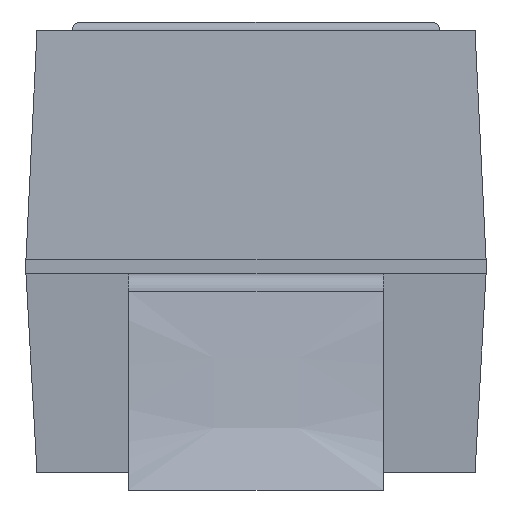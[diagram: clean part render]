
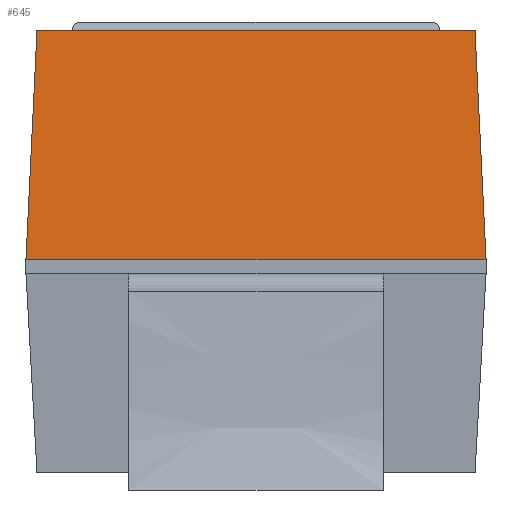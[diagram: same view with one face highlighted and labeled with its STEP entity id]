
A CAD part, left-side view. The second image highlights one B-rep face of the part: STEP entity #645.
In plain terms, the highlighted planar face has unit normal (-0.999, 0, 0.048).
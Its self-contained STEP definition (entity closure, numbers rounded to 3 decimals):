
#645=ADVANCED_FACE('',(#1054),#1056,.T.);
#1054=FACE_BOUND('',#1055,.T.);
#1055=EDGE_LOOP('',(#1413,#1414,#1415,#1416));
#1056=PLANE('',#1057);
#1057=AXIS2_PLACEMENT_3D('',#1058,#1059,#1060);
#1058=CARTESIAN_POINT('',(-2.42,4.051,1.314));
#1059=DIRECTION('',(-0.999,0.,0.048));
#1060=DIRECTION('',(0.,-1.,0.));
#1413=ORIENTED_EDGE('',*,*,#1604,.T.);
#1414=ORIENTED_EDGE('',*,*,#1599,.T.);
#1415=ORIENTED_EDGE('',*,*,#1584,.F.);
#1416=ORIENTED_EDGE('',*,*,#1603,.F.);
#1584=EDGE_CURVE('',#1786,#1781,#1788,.T.);
#1599=EDGE_CURVE('',#1809,#1781,#1813,.T.);
#1603=EDGE_CURVE('',#1817,#1786,#1819,.T.);
#1604=EDGE_CURVE('',#1817,#1809,#1820,.T.);
#1781=VERTEX_POINT('',#2268);
#1786=VERTEX_POINT('',#2277);
#1788=LINE('',#2281,#2282);
#1809=VERTEX_POINT('',#2328);
#1813=LINE('',#2336,#2337);
#1817=VERTEX_POINT('',#2346);
#1819=LINE('',#2350,#2351);
#1820=LINE('',#2353,#2354);
#2268=CARTESIAN_POINT('',(-2.357,-1.25,2.62));
#2277=CARTESIAN_POINT('',(-2.357,1.25,2.62));
#2281=CARTESIAN_POINT('',(-2.357,1.25,2.62));
#2282=VECTOR('',#2283,1.);
#2283=DIRECTION('',(0.,-1.,0.));
#2328=CARTESIAN_POINT('',(-2.42,-1.313,1.314));
#2336=CARTESIAN_POINT('',(-2.42,-1.313,1.314));
#2337=VECTOR('',#2338,1.);
#2338=DIRECTION('',(0.048,0.048,0.998));
#2346=CARTESIAN_POINT('',(-2.42,1.313,1.314));
#2350=CARTESIAN_POINT('',(-2.42,1.313,1.314));
#2351=VECTOR('',#2352,1.);
#2352=DIRECTION('',(0.048,-0.048,0.998));
#2353=CARTESIAN_POINT('',(-2.42,1.313,1.314));
#2354=VECTOR('',#2355,1.);
#2355=DIRECTION('',(0.,-1.,0.));
